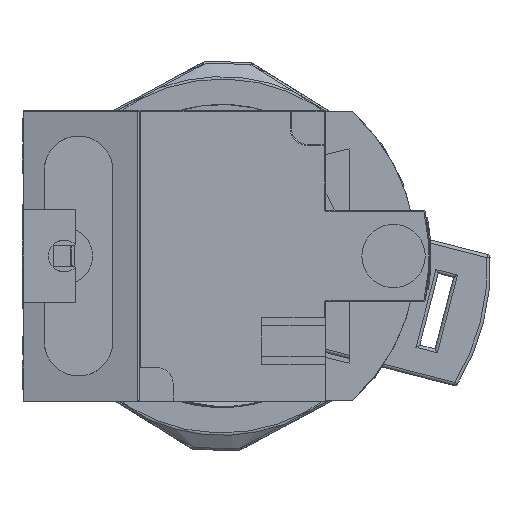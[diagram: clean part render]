
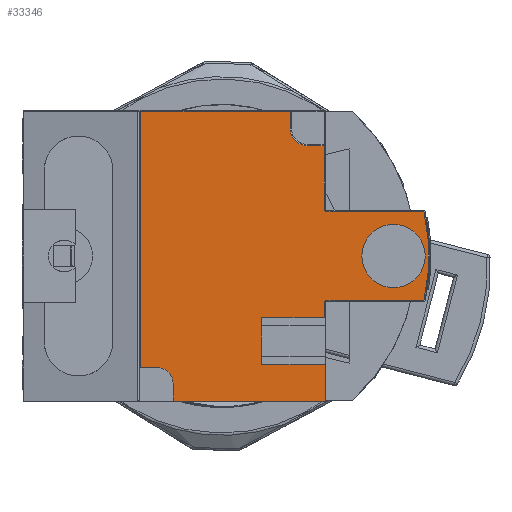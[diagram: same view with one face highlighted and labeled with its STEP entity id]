
A CAD part, front view. The second image highlights one B-rep face of the part: STEP entity #33346.
In plain terms, the highlighted planar face has unit normal (0, -1, 0).
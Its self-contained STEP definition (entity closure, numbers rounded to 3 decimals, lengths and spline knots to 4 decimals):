
#2236=FACE_BOUND('',#5337,.T.);
#2383=PLANE('',#35755);
#3422=FACE_OUTER_BOUND('',#5336,.T.);
#5336=EDGE_LOOP('',(#23530,#23531,#23532,#23533,#23534,#23535,#23536,#23537,
#23538,#23539,#23540,#23541,#23542,#23543,#23544,#23545,#23546,#23547,#23548,
#23549));
#5337=EDGE_LOOP('',(#23550));
#7180=LINE('',#94943,#9714);
#7464=LINE('',#97484,#9998);
#7465=LINE('',#97488,#9999);
#7466=LINE('',#97492,#10000);
#7467=LINE('',#97494,#10001);
#7468=LINE('',#97496,#10002);
#7469=LINE('',#97498,#10003);
#7470=LINE('',#97500,#10004);
#7471=LINE('',#97502,#10005);
#7472=LINE('',#97504,#10006);
#7473=LINE('',#97508,#10007);
#7474=LINE('',#97512,#10008);
#7475=LINE('',#97516,#10009);
#7476=LINE('',#97518,#10010);
#7477=LINE('',#97521,#10011);
#9714=VECTOR('',#38877,0.9547);
#9998=VECTOR('',#39303,0.5571);
#9999=VECTOR('',#39308,0.061);
#10000=VECTOR('',#39311,0.0669);
#10001=VECTOR('',#39312,0.5669);
#10002=VECTOR('',#39313,0.1378);
#10003=VECTOR('',#39314,0.2362);
#10004=VECTOR('',#39315,0.1732);
#10005=VECTOR('',#39316,0.2323);
#10006=VECTOR('',#39317,0.0563);
#10007=VECTOR('',#39320,0.3652);
#10008=VECTOR('',#39323,0.3652);
#10009=VECTOR('',#39326,0.2374);
#10010=VECTOR('',#39327,0.063);
#10011=VECTOR('',#39330,0.065);
#12287=CIRCLE('',#35756,0.0591);
#12288=CIRCLE('',#35757,0.0067);
#12289=CIRCLE('',#35758,0.7916);
#12290=CIRCLE('',#35759,0.0067);
#12291=CIRCLE('',#35760,0.063);
#12292=CIRCLE('',#35761,0.1181);
#13541=VERTEX_POINT('',#94923);
#13547=VERTEX_POINT('',#94941);
#14164=VERTEX_POINT('',#97483);
#14165=VERTEX_POINT('',#97487);
#14166=VERTEX_POINT('',#97489);
#14167=VERTEX_POINT('',#97491);
#14168=VERTEX_POINT('',#97493);
#14169=VERTEX_POINT('',#97495);
#14170=VERTEX_POINT('',#97497);
#14171=VERTEX_POINT('',#97499);
#14172=VERTEX_POINT('',#97501);
#14173=VERTEX_POINT('',#97503);
#14174=VERTEX_POINT('',#97505);
#14175=VERTEX_POINT('',#97507);
#14176=VERTEX_POINT('',#97509);
#14177=VERTEX_POINT('',#97511);
#14178=VERTEX_POINT('',#97513);
#14179=VERTEX_POINT('',#97515);
#14180=VERTEX_POINT('',#97517);
#14181=VERTEX_POINT('',#97519);
#14182=VERTEX_POINT('',#97522);
#17092=EDGE_CURVE('',#13547,#13541,#7180,.T.);
#17716=EDGE_CURVE('',#13541,#14164,#7464,.T.);
#17718=EDGE_CURVE('',#13547,#14165,#7465,.T.);
#17719=EDGE_CURVE('',#14165,#14166,#12287,.T.);
#17720=EDGE_CURVE('',#14166,#14167,#7466,.T.);
#17721=EDGE_CURVE('',#14168,#14167,#7467,.T.);
#17722=EDGE_CURVE('',#14168,#14169,#7468,.T.);
#17723=EDGE_CURVE('',#14169,#14170,#7469,.T.);
#17724=EDGE_CURVE('',#14170,#14171,#7470,.T.);
#17725=EDGE_CURVE('',#14171,#14172,#7471,.T.);
#17726=EDGE_CURVE('',#14173,#14172,#7472,.T.);
#17727=EDGE_CURVE('',#14174,#14173,#12288,.T.);
#17728=EDGE_CURVE('',#14175,#14174,#7473,.T.);
#17729=EDGE_CURVE('',#14176,#14175,#12289,.T.);
#17730=EDGE_CURVE('',#14177,#14176,#7474,.T.);
#17731=EDGE_CURVE('',#14178,#14177,#12290,.T.);
#17732=EDGE_CURVE('',#14179,#14178,#7475,.T.);
#17733=EDGE_CURVE('',#14180,#14179,#7476,.T.);
#17734=EDGE_CURVE('',#14181,#14180,#12291,.T.);
#17735=EDGE_CURVE('',#14164,#14181,#7477,.T.);
#17736=EDGE_CURVE('',#14182,#14182,#12292,.T.);
#23530=ORIENTED_EDGE('',*,*,#17092,.F.);
#23531=ORIENTED_EDGE('',*,*,#17718,.T.);
#23532=ORIENTED_EDGE('',*,*,#17719,.T.);
#23533=ORIENTED_EDGE('',*,*,#17720,.T.);
#23534=ORIENTED_EDGE('',*,*,#17721,.F.);
#23535=ORIENTED_EDGE('',*,*,#17722,.T.);
#23536=ORIENTED_EDGE('',*,*,#17723,.T.);
#23537=ORIENTED_EDGE('',*,*,#17724,.T.);
#23538=ORIENTED_EDGE('',*,*,#17725,.T.);
#23539=ORIENTED_EDGE('',*,*,#17726,.F.);
#23540=ORIENTED_EDGE('',*,*,#17727,.F.);
#23541=ORIENTED_EDGE('',*,*,#17728,.F.);
#23542=ORIENTED_EDGE('',*,*,#17729,.F.);
#23543=ORIENTED_EDGE('',*,*,#17730,.F.);
#23544=ORIENTED_EDGE('',*,*,#17731,.F.);
#23545=ORIENTED_EDGE('',*,*,#17732,.F.);
#23546=ORIENTED_EDGE('',*,*,#17733,.F.);
#23547=ORIENTED_EDGE('',*,*,#17734,.F.);
#23548=ORIENTED_EDGE('',*,*,#17735,.F.);
#23549=ORIENTED_EDGE('',*,*,#17716,.F.);
#23550=ORIENTED_EDGE('',*,*,#17736,.T.);
#33346=ADVANCED_FACE('',(#3422,#2236),#2383,.F.);
#35755=AXIS2_PLACEMENT_3D('',#97486,#39306,#39307);
#35756=AXIS2_PLACEMENT_3D('',#97490,#39309,#39310);
#35757=AXIS2_PLACEMENT_3D('',#97506,#39318,#39319);
#35758=AXIS2_PLACEMENT_3D('',#97510,#39321,#39322);
#35759=AXIS2_PLACEMENT_3D('',#97514,#39324,#39325);
#35760=AXIS2_PLACEMENT_3D('',#97520,#39328,#39329);
#35761=AXIS2_PLACEMENT_3D('',#97523,#39331,#39332);
#38877=DIRECTION('',(0.,0.,1.));
#39303=DIRECTION('',(1.,0.,0.));
#39306=DIRECTION('center_axis',(0.,1.,0.));
#39307=DIRECTION('ref_axis',(0.,0.,1.));
#39308=DIRECTION('',(1.,0.,0.));
#39309=DIRECTION('center_axis',(0.,1.,0.));
#39310=DIRECTION('ref_axis',(1.,0.,0.));
#39311=DIRECTION('',(0.,0.,-1.));
#39312=DIRECTION('',(-1.,0.,0.));
#39313=DIRECTION('',(0.,0.,1.));
#39314=DIRECTION('',(-1.,0.,0.));
#39315=DIRECTION('',(0.,0.,1.));
#39316=DIRECTION('',(1.,0.,0.));
#39317=DIRECTION('',(0.,0.,-1.));
#39318=DIRECTION('center_axis',(0.,-1.,0.));
#39319=DIRECTION('ref_axis',(-0.707,0.,0.707));
#39320=DIRECTION('',(-1.,0.,0.));
#39321=DIRECTION('center_axis',(0.,1.,0.));
#39322=DIRECTION('ref_axis',(1.,0.,0.));
#39323=DIRECTION('',(1.,0.,0.));
#39324=DIRECTION('center_axis',(0.,-1.,0.));
#39325=DIRECTION('ref_axis',(-0.707,0.,-0.707));
#39326=DIRECTION('',(0.,0.,-1.));
#39327=DIRECTION('',(1.,0.,0.));
#39328=DIRECTION('center_axis',(0.,-1.,0.));
#39329=DIRECTION('ref_axis',(-0.707,0.,-0.707));
#39330=DIRECTION('',(0.,0.,-1.));
#39331=DIRECTION('center_axis',(0.,1.,0.));
#39332=DIRECTION('ref_axis',(-1.,0.,0.));
#94923=CARTESIAN_POINT('',(0.439,0.1142,1.0807));
#94941=CARTESIAN_POINT('',(0.439,0.1142,0.126));
#94943=CARTESIAN_POINT('',(0.439,0.1142,0.126));
#97483=CARTESIAN_POINT('',(0.9961,0.1142,1.0807));
#97484=CARTESIAN_POINT('',(0.439,0.1142,1.0807));
#97486=CARTESIAN_POINT('Origin',(1.5157,0.1142,1.0827));
#97487=CARTESIAN_POINT('',(0.5,0.1142,0.126));
#97488=CARTESIAN_POINT('',(0.439,0.1142,0.126));
#97489=CARTESIAN_POINT('',(0.5591,0.1142,0.0669));
#97490=CARTESIAN_POINT('Origin',(0.5,0.1142,0.0669));
#97491=CARTESIAN_POINT('',(0.5591,0.1142,0.));
#97492=CARTESIAN_POINT('',(0.5591,0.1142,0.0669));
#97493=CARTESIAN_POINT('',(1.126,0.1142,0.));
#97494=CARTESIAN_POINT('',(1.126,0.1142,0.));
#97495=CARTESIAN_POINT('',(1.126,0.1142,0.1378));
#97496=CARTESIAN_POINT('',(1.126,0.1142,0.));
#97497=CARTESIAN_POINT('',(0.8898,0.1142,0.1378));
#97498=CARTESIAN_POINT('',(1.126,0.1142,0.1378));
#97499=CARTESIAN_POINT('',(0.8898,0.1142,0.311));
#97500=CARTESIAN_POINT('',(0.8898,0.1142,0.1378));
#97501=CARTESIAN_POINT('',(1.122,0.1142,0.311));
#97502=CARTESIAN_POINT('',(0.8898,0.1142,0.311));
#97503=CARTESIAN_POINT('',(1.122,0.1142,0.3673));
#97504=CARTESIAN_POINT('',(1.122,0.1142,0.3673));
#97505=CARTESIAN_POINT('',(1.1287,0.1142,0.374));
#97506=CARTESIAN_POINT('Origin',(1.1287,0.1142,0.3673));
#97507=CARTESIAN_POINT('',(1.4939,0.1142,0.374));
#97508=CARTESIAN_POINT('',(1.4939,0.1142,0.374));
#97509=CARTESIAN_POINT('',(1.4939,0.1142,0.7087));
#97510=CARTESIAN_POINT('Origin',(0.7202,0.1142,0.5413));
#97511=CARTESIAN_POINT('',(1.1287,0.1142,0.7087));
#97512=CARTESIAN_POINT('',(1.1287,0.1142,0.7087));
#97513=CARTESIAN_POINT('',(1.122,0.1142,0.7154));
#97514=CARTESIAN_POINT('Origin',(1.1287,0.1142,0.7154));
#97515=CARTESIAN_POINT('',(1.122,0.1142,0.9528));
#97516=CARTESIAN_POINT('',(1.122,0.1142,0.9528));
#97517=CARTESIAN_POINT('',(1.0591,0.1142,0.9528));
#97518=CARTESIAN_POINT('',(1.0591,0.1142,0.9528));
#97519=CARTESIAN_POINT('',(0.9961,0.1142,1.0157));
#97520=CARTESIAN_POINT('Origin',(1.0591,0.1142,1.0157));
#97521=CARTESIAN_POINT('',(0.9961,0.1142,1.0807));
#97522=CARTESIAN_POINT('',(1.4988,0.1142,0.5413));
#97523=CARTESIAN_POINT('Origin',(1.3807,0.1142,0.5413));
